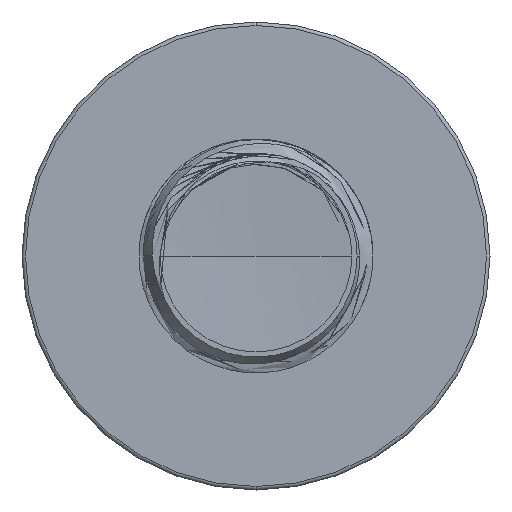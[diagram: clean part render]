
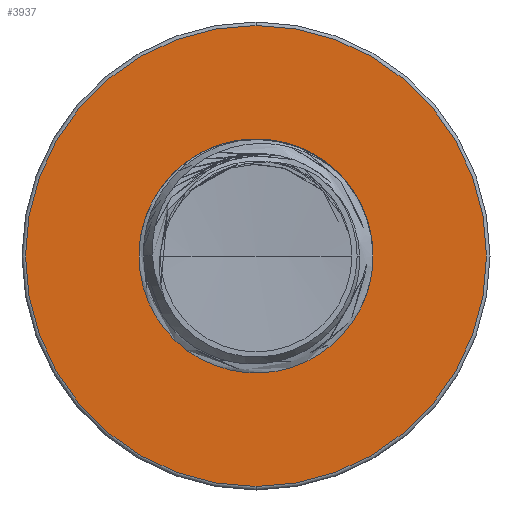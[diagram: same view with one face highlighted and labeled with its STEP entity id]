
A CAD part, front view. The second image highlights one B-rep face of the part: STEP entity #3937.
In plain terms, the highlighted planar face has unit normal (0, -1, 0).
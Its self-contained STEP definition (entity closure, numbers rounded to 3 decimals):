
#3664 = ORIENTED_EDGE ( 'NONE', *, *, #28082, .T. ) ;
#3937 = ADVANCED_FACE ( 'NONE', ( #10701, #18197 ), #24024, .T. ) ;
#4145 = CARTESIAN_POINT ( 'NONE',  ( 0., 15., 0. ) ) ;
#5111 = CARTESIAN_POINT ( 'NONE',  ( 0., 15., 3.94 ) ) ;
#5498 = CARTESIAN_POINT ( 'NONE',  ( 0., 15., -3.94 ) ) ;
#6259 = DIRECTION ( 'NONE',  ( 0., -1., 0. ) ) ;
#7389 = DIRECTION ( 'NONE',  ( 0., 0., -1. ) ) ;
#9115 = AXIS2_PLACEMENT_3D ( 'NONE', #30958, #30951, #30926 ) ;
#10701 = FACE_OUTER_BOUND ( 'NONE', #11186, .T. ) ;
#11186 = EDGE_LOOP ( 'NONE', ( #3664, #23339 ) ) ;
#12559 = EDGE_CURVE ( 'NONE', #13849, #23809, #23126, .T. ) ;
#12949 = ORIENTED_EDGE ( 'NONE', *, *, #12559, .F. ) ;
#13849 = VERTEX_POINT ( 'NONE', #30337 ) ;
#15125 = CIRCLE ( 'NONE', #37600, 1.971 ) ;
#17000 = DIRECTION ( 'NONE',  ( 0., 0., -1. ) ) ;
#17056 = DIRECTION ( 'NONE',  ( 0., -1., 0. ) ) ;
#17100 = CARTESIAN_POINT ( 'NONE',  ( 0., 15., 0. ) ) ;
#18182 = AXIS2_PLACEMENT_3D ( 'NONE', #21933, #24017, #23972 ) ;
#18197 = FACE_BOUND ( 'NONE', #19139, .T. ) ;
#18772 = ORIENTED_EDGE ( 'NONE', *, *, #19115, .F. ) ;
#19115 = EDGE_CURVE ( 'NONE', #23809, #13849, #15125, .T. ) ;
#19139 = EDGE_LOOP ( 'NONE', ( #12949, #18772 ) ) ;
#20793 = VERTEX_POINT ( 'NONE', #5498 ) ;
#21030 = CIRCLE ( 'NONE', #37541, 3.94 ) ;
#21933 = CARTESIAN_POINT ( 'NONE',  ( 0., 15., 1.971 ) ) ;
#23126 = CIRCLE ( 'NONE', #9115, 1.971 ) ;
#23339 = ORIENTED_EDGE ( 'NONE', *, *, #27563, .T. ) ;
#23809 = VERTEX_POINT ( 'NONE', #36955 ) ;
#23972 = DIRECTION ( 'NONE',  ( 0., 0., -1. ) ) ;
#24017 = DIRECTION ( 'NONE',  ( 0., -1., 0. ) ) ;
#24024 = PLANE ( 'NONE',  #18182 ) ;
#25503 = CARTESIAN_POINT ( 'NONE',  ( 0., 15., 0. ) ) ;
#26505 = DIRECTION ( 'NONE',  ( 0., -1., 0. ) ) ;
#27563 = EDGE_CURVE ( 'NONE', #37623, #20793, #21030, .T. ) ;
#28082 = EDGE_CURVE ( 'NONE', #20793, #37623, #35295, .T. ) ;
#28463 = DIRECTION ( 'NONE',  ( 0., 0., -1. ) ) ;
#30337 = CARTESIAN_POINT ( 'NONE',  ( 0., 15., -1.971 ) ) ;
#30926 = DIRECTION ( 'NONE',  ( 0., 0., -1. ) ) ;
#30951 = DIRECTION ( 'NONE',  ( 0., -1., 0. ) ) ;
#30958 = CARTESIAN_POINT ( 'NONE',  ( 0., 15., 0. ) ) ;
#32744 = AXIS2_PLACEMENT_3D ( 'NONE', #4145, #26505, #7389 ) ;
#35295 = CIRCLE ( 'NONE', #32744, 3.94 ) ;
#36955 = CARTESIAN_POINT ( 'NONE',  ( 0., 15., 1.971 ) ) ;
#37541 = AXIS2_PLACEMENT_3D ( 'NONE', #25503, #6259, #28463 ) ;
#37600 = AXIS2_PLACEMENT_3D ( 'NONE', #17100, #17056, #17000 ) ;
#37623 = VERTEX_POINT ( 'NONE', #5111 ) ;
